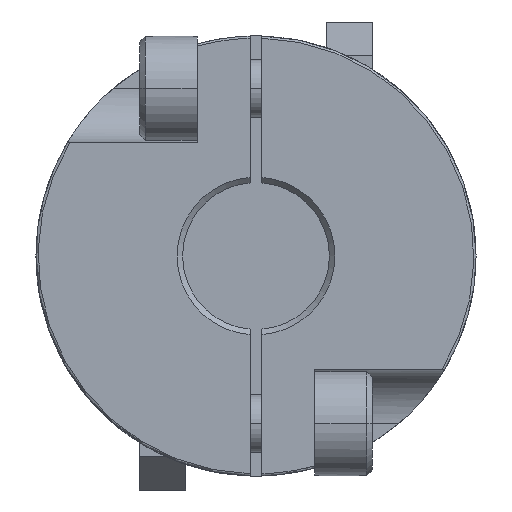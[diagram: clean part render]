
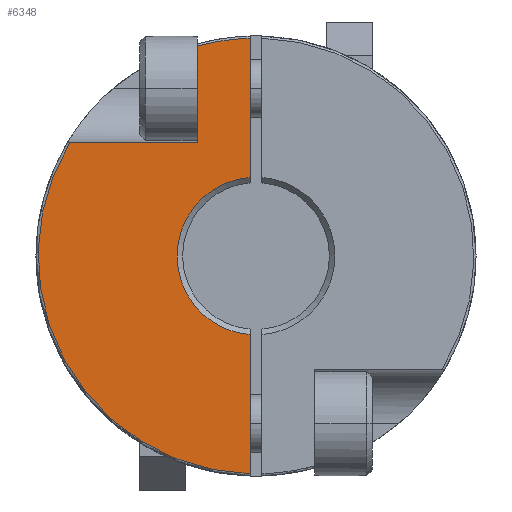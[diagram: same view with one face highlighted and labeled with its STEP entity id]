
A CAD part, left-side view. The second image highlights one B-rep face of the part: STEP entity #6348.
In plain terms, the highlighted planar face has unit normal (-1, 0, 0).
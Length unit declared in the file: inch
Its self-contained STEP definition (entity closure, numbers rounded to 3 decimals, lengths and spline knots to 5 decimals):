
#2125=CARTESIAN_POINT('',(-0.55,0.01,-0.37111));
#2143=CARTESIAN_POINT('',(-0.55,0.01,0.37111));
#2161=CARTESIAN_POINT('',(-0.55,0.,0.));
#2162=DIRECTION('',(-1.,0.,0.));
#2163=DIRECTION('',(0.,0.854,0.52));
#2164=AXIS2_PLACEMENT_3D('',#2161,#2162,#2163);
#2172=CARTESIAN_POINT('',(-0.55,0.31706,0.19313));
#2199=DIRECTION('',(0.,-1.,0.));
#2200=VECTOR('',#2199,0.21706);
#2201=CARTESIAN_POINT('',(-0.55,0.31706,0.19313));
#2202=LINE('',#2201,#2200);
#2203=DIRECTION('',(0.,0.,-1.));
#2204=VECTOR('',#2203,0.16439);
#2205=CARTESIAN_POINT('',(-0.55,0.1,0.35753));
#2206=LINE('',#2205,#2204);
#2207=CARTESIAN_POINT('',(-0.55,0.,0.));
#2208=DIRECTION('',(-1.,0.,0.));
#2209=DIRECTION('',(0.,0.027,1.));
#2210=AXIS2_PLACEMENT_3D('',#2207,#2208,#2209);
#2212=DIRECTION('',(0.,0.,-1.));
#2213=VECTOR('',#2212,0.23711);
#2214=CARTESIAN_POINT('',(-0.55,0.01,0.37111));
#2215=LINE('',#2214,#2213);
#2216=DIRECTION('',(0.,0.,-1.));
#2217=VECTOR('',#2216,0.23711);
#2218=CARTESIAN_POINT('',(-0.55,0.01,-0.134));
#2219=LINE('',#2218,#2217);
#2253=CARTESIAN_POINT('',(-0.55,0.,0.));
#2254=DIRECTION('',(1.,0.,0.));
#2255=DIRECTION('',(0.,0.074,-0.997));
#2256=AXIS2_PLACEMENT_3D('',#2253,#2254,#2255);
#3175=CARTESIAN_POINT('',(-0.55,0.1,0.19313));
#3177=VERTEX_POINT('',#3175);
#3305=CARTESIAN_POINT('',(-0.55,0.01,-0.134));
#3306=CARTESIAN_POINT('',(-0.55,0.01,0.134));
#3307=VERTEX_POINT('',#3305);
#3308=VERTEX_POINT('',#3306);
#3351=VERTEX_POINT('',#2125);
#3354=VERTEX_POINT('',#2172);
#3359=VERTEX_POINT('',#2143);
#3360=CARTESIAN_POINT('',(-0.55,0.1,0.35753));
#3361=VERTEX_POINT('',#3360);
#6332=CARTESIAN_POINT('',(-0.55,0.,0.));
#6333=DIRECTION('',(1.,0.,0.));
#6334=DIRECTION('',(0.,-1.,0.));
#6335=AXIS2_PLACEMENT_3D('',#6332,#6333,#6334);
#6336=PLANE('',#6335);
#6337=ORIENTED_EDGE('',*,*,#6287,.F.);
#6338=ORIENTED_EDGE('',*,*,#6303,.T.);
#6339=ORIENTED_EDGE('',*,*,#3487,.F.);
#6341=ORIENTED_EDGE('',*,*,#6340,.F.);
#6342=ORIENTED_EDGE('',*,*,#6230,.T.);
#6344=ORIENTED_EDGE('',*,*,#6343,.F.);
#6345=ORIENTED_EDGE('',*,*,#6198,.T.);
#6346=EDGE_LOOP('',(#6337,#6338,#6339,#6341,#6342,#6344,#6345));
#6347=FACE_OUTER_BOUND('',#6346,.F.);
#6348=ADVANCED_FACE('',(#6347),#6336,.F.);
#2165=CIRCLE('',#2164,0.37125);
#2211=CIRCLE('',#2210,0.37125);
#2257=CIRCLE('',#2256,0.13438);
#3487=EDGE_CURVE('',#3361,#3177,#2206,.T.);
#6198=EDGE_CURVE('',#3307,#3351,#2219,.T.);
#6230=EDGE_CURVE('',#3359,#3308,#2215,.T.);
#6287=EDGE_CURVE('',#3354,#3351,#2165,.T.);
#6303=EDGE_CURVE('',#3354,#3177,#2202,.T.);
#6340=EDGE_CURVE('',#3359,#3361,#2211,.T.);
#6343=EDGE_CURVE('',#3307,#3308,#2257,.T.);
